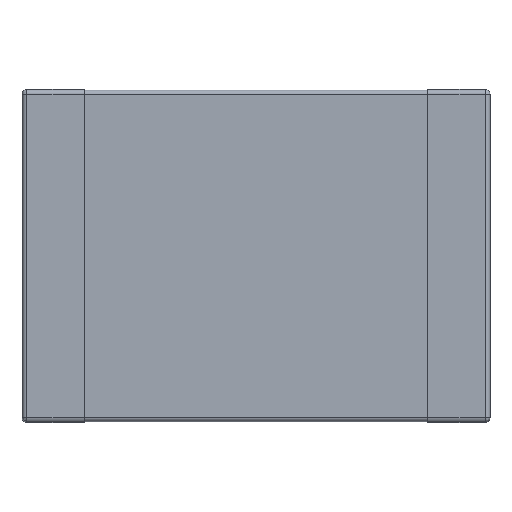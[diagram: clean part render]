
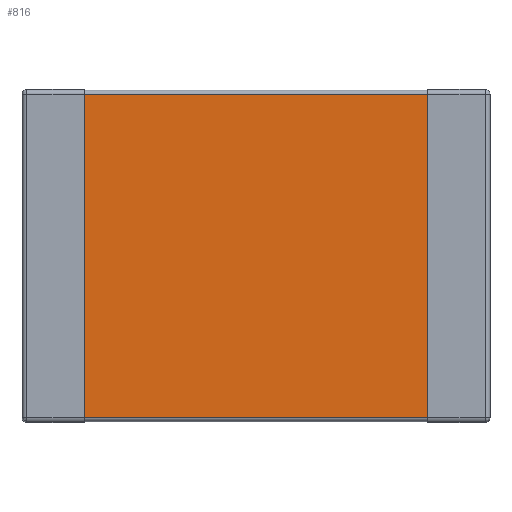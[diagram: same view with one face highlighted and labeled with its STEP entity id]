
A CAD part, top view. The second image highlights one B-rep face of the part: STEP entity #816.
In plain terms, the highlighted planar face has unit normal (0, 0, 1).
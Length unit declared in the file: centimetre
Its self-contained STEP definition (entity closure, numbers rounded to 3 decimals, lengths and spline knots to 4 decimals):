
#22 = EDGE_CURVE ( 'NONE', #601, #1568, #725, .T. ) ;
#165 = CARTESIAN_POINT ( 'NONE',  ( 0.165, -0.155, 0.1292 ) ) ;
#317 = DIRECTION ( 'NONE',  ( 0., 1., 0. ) ) ;
#318 = CARTESIAN_POINT ( 'NONE',  ( 0., 0.155, 0.1292 ) ) ;
#323 = VECTOR ( 'NONE', #734, 100. ) ;
#423 = VECTOR ( 'NONE', #317, 100. ) ;
#432 = CARTESIAN_POINT ( 'NONE',  ( 0.165, 0.155, 0.1292 ) ) ;
#444 = CARTESIAN_POINT ( 'NONE',  ( 0., -0.155, 0.1292 ) ) ;
#458 = DIRECTION ( 'NONE',  ( 0., 0., 1. ) ) ;
#504 = DIRECTION ( 'NONE',  ( 0., -1., 0. ) ) ;
#550 = ORIENTED_EDGE ( 'NONE', *, *, #743, .F. ) ;
#581 = VERTEX_POINT ( 'NONE', #1625 ) ;
#601 = VERTEX_POINT ( 'NONE', #432 ) ;
#666 = VECTOR ( 'NONE', #504, 100. ) ;
#725 = LINE ( 'NONE', #318, #323 ) ;
#734 = DIRECTION ( 'NONE',  ( -1., 0., 0. ) ) ;
#743 = EDGE_CURVE ( 'NONE', #581, #1568, #1182, .T. ) ;
#751 = VERTEX_POINT ( 'NONE', #165 ) ;
#787 = DIRECTION ( 'NONE',  ( 1., 0., 0. ) ) ;
#816 = ADVANCED_FACE ( 'NONE', ( #818 ), #1703, .T. ) ;
#818 = FACE_OUTER_BOUND ( 'NONE', #1259, .T. ) ;
#1175 = AXIS2_PLACEMENT_3D ( 'NONE', #1378, #458, #1530 ) ;
#1182 = LINE ( 'NONE', #1834, #423 ) ;
#1259 = EDGE_LOOP ( 'NONE', ( #1943, #550, #1398, #1505 ) ) ;
#1292 = EDGE_CURVE ( 'NONE', #581, #751, #1965, .T. ) ;
#1378 = CARTESIAN_POINT ( 'NONE',  ( 0., -0.1595, 0.1292 ) ) ;
#1398 = ORIENTED_EDGE ( 'NONE', *, *, #1292, .T. ) ;
#1505 = ORIENTED_EDGE ( 'NONE', *, *, #1710, .F. ) ;
#1530 = DIRECTION ( 'NONE',  ( 1., 0., 0. ) ) ;
#1543 = CARTESIAN_POINT ( 'NONE',  ( -0.165, 0.155, 0.1292 ) ) ;
#1564 = VECTOR ( 'NONE', #787, 100. ) ;
#1568 = VERTEX_POINT ( 'NONE', #1543 ) ;
#1625 = CARTESIAN_POINT ( 'NONE',  ( -0.165, -0.155, 0.1292 ) ) ;
#1703 = PLANE ( 'NONE',  #1175 ) ;
#1710 = EDGE_CURVE ( 'NONE', #601, #751, #1744, .T. ) ;
#1744 = LINE ( 'NONE', #1882, #666 ) ;
#1834 = CARTESIAN_POINT ( 'NONE',  ( -0.165, -0.16, 0.1292 ) ) ;
#1882 = CARTESIAN_POINT ( 'NONE',  ( 0.165, -0.16, 0.1292 ) ) ;
#1943 = ORIENTED_EDGE ( 'NONE', *, *, #22, .T. ) ;
#1965 = LINE ( 'NONE', #444, #1564 ) ;
